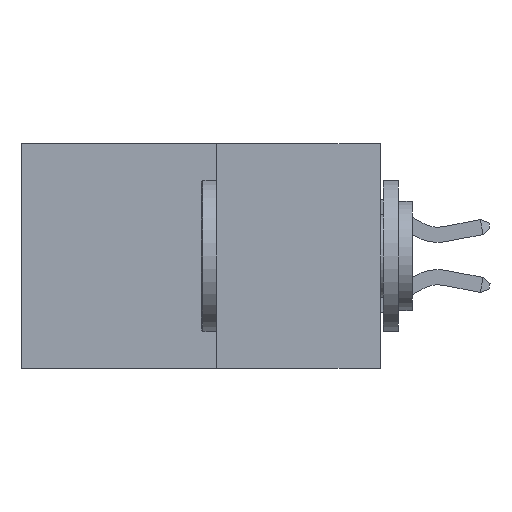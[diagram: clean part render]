
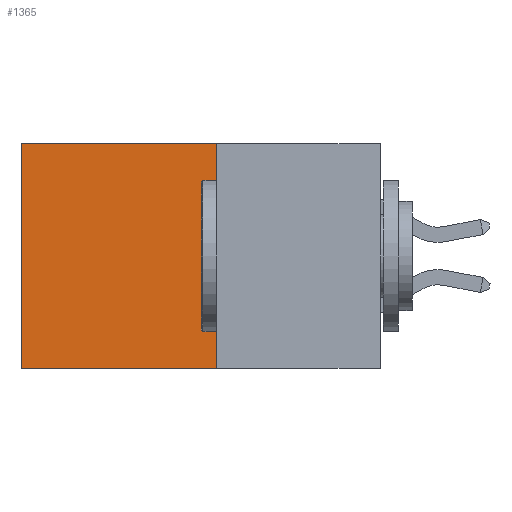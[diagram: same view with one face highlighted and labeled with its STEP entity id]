
A CAD part, left-side view. The second image highlights one B-rep face of the part: STEP entity #1365.
In plain terms, the highlighted planar face has unit normal (-1, 0, 0).
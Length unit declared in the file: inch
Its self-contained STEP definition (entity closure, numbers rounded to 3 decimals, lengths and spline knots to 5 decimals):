
#190 = EDGE_CURVE ( 'NONE', #7406, #12234, #3599, .T. ) ;
#523 = CARTESIAN_POINT ( 'NONE',  ( 0.277, 0.27, 0. ) ) ;
#597 = CARTESIAN_POINT ( 'NONE',  ( 0.277, 0.27, 0. ) ) ;
#1018 = VECTOR ( 'NONE', #10015, 39.37008 ) ;
#1037 = VECTOR ( 'NONE', #7753, 39.37008 ) ;
#1153 = FACE_OUTER_BOUND ( 'NONE', #2229, .T. ) ;
#1365 = ADVANCED_FACE ( 'NONE', ( #1153 ), #2115, .F. ) ;
#2115 = PLANE ( 'NONE',  #12115 ) ;
#2229 = EDGE_LOOP ( 'NONE', ( #9701, #3766, #9478, #6860 ) ) ;
#2489 = EDGE_CURVE ( 'NONE', #7639, #8774, #10855, .T. ) ;
#2910 = CARTESIAN_POINT ( 'NONE',  ( 0.277, 0.59, -0.37 ) ) ;
#3599 = LINE ( 'NONE', #7737, #1018 ) ;
#3766 = ORIENTED_EDGE ( 'NONE', *, *, #190, .F. ) ;
#3942 = LINE ( 'NONE', #7744, #1037 ) ;
#3963 = CARTESIAN_POINT ( 'NONE',  ( 0.277, 0.27, -0.37 ) ) ;
#4099 = EDGE_CURVE ( 'NONE', #7639, #7406, #8025, .T. ) ;
#4219 = DIRECTION ( 'NONE',  ( 1., 0., 0. ) ) ;
#4995 = EDGE_CURVE ( 'NONE', #8774, #12234, #3942, .T. ) ;
#5105 = DIRECTION ( 'NONE',  ( 0., 0., -1. ) ) ;
#5668 = VECTOR ( 'NONE', #12116, 39.37008 ) ;
#6860 = ORIENTED_EDGE ( 'NONE', *, *, #2489, .T. ) ;
#7406 = VERTEX_POINT ( 'NONE', #10840 ) ;
#7639 = VERTEX_POINT ( 'NONE', #597 ) ;
#7649 = VECTOR ( 'NONE', #12002, 39.37008 ) ;
#7737 = CARTESIAN_POINT ( 'NONE',  ( 0.277, 0.27, -0.37 ) ) ;
#7744 = CARTESIAN_POINT ( 'NONE',  ( 0.277, 0.59, -0.37 ) ) ;
#7753 = DIRECTION ( 'NONE',  ( 0., 0., -1. ) ) ;
#8025 = LINE ( 'NONE', #12256, #5668 ) ;
#8774 = VERTEX_POINT ( 'NONE', #9868 ) ;
#9478 = ORIENTED_EDGE ( 'NONE', *, *, #4099, .F. ) ;
#9701 = ORIENTED_EDGE ( 'NONE', *, *, #4995, .T. ) ;
#9868 = CARTESIAN_POINT ( 'NONE',  ( 0.277, 0.59, 0. ) ) ;
#10015 = DIRECTION ( 'NONE',  ( 0., 1., 0. ) ) ;
#10840 = CARTESIAN_POINT ( 'NONE',  ( 0.277, 0.27, -0.37 ) ) ;
#10855 = LINE ( 'NONE', #523, #7649 ) ;
#12002 = DIRECTION ( 'NONE',  ( 0., 1., 0. ) ) ;
#12115 = AXIS2_PLACEMENT_3D ( 'NONE', #3963, #4219, #5105 ) ;
#12116 = DIRECTION ( 'NONE',  ( 0., 0., -1. ) ) ;
#12234 = VERTEX_POINT ( 'NONE', #2910 ) ;
#12256 = CARTESIAN_POINT ( 'NONE',  ( 0.277, 0.27, -0.37 ) ) ;
